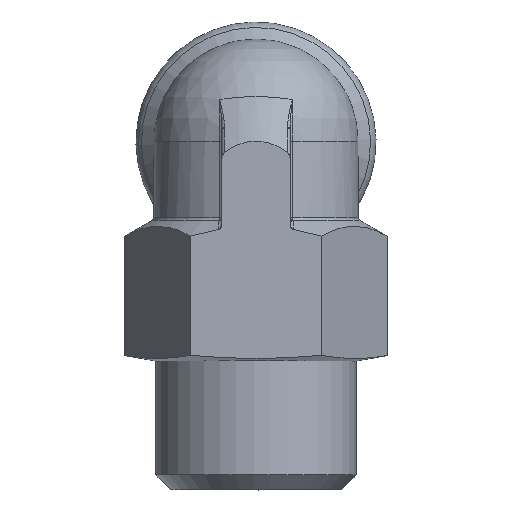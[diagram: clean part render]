
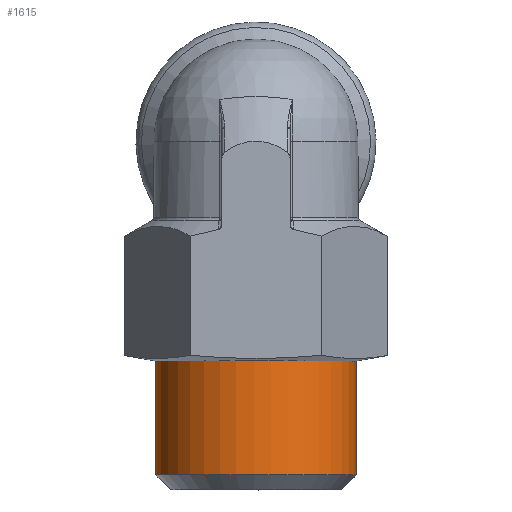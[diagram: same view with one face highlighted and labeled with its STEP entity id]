
A CAD part, top view. The second image highlights one B-rep face of the part: STEP entity #1615.
In plain terms, the highlighted cylindrical face has radius 13.22 mm (diameter 26.441 mm), a full revolution.
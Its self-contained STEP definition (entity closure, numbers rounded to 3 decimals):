
#222=LINE('',#2607,#261);
#261=VECTOR('',#2016,13.221);
#295=CYLINDRICAL_SURFACE('',#1777,13.221);
#325=FACE_OUTER_BOUND('',#430,.T.);
#430=EDGE_LOOP('',(#1090,#1091,#1092,#1093,#1094));
#546=CIRCLE('',#1774,13.221);
#547=CIRCLE('',#1775,13.221);
#548=CIRCLE('',#1778,13.221);
#628=VERTEX_POINT('',#2344);
#629=VERTEX_POINT('',#2345);
#638=VERTEX_POINT('',#2605);
#790=EDGE_CURVE('',#628,#629,#546,.T.);
#791=EDGE_CURVE('',#629,#628,#547,.T.);
#802=EDGE_CURVE('',#638,#638,#548,.T.);
#803=EDGE_CURVE('',#638,#628,#222,.T.);
#1090=ORIENTED_EDGE('',*,*,#802,.F.);
#1091=ORIENTED_EDGE('',*,*,#803,.T.);
#1092=ORIENTED_EDGE('',*,*,#790,.T.);
#1093=ORIENTED_EDGE('',*,*,#791,.T.);
#1094=ORIENTED_EDGE('',*,*,#803,.F.);
#1615=ADVANCED_FACE('',(#325),#295,.T.);
#1774=AXIS2_PLACEMENT_3D('',#2346,#2004,#2005);
#1775=AXIS2_PLACEMENT_3D('',#2347,#2006,#2007);
#1777=AXIS2_PLACEMENT_3D('',#2604,#2012,#2013);
#1778=AXIS2_PLACEMENT_3D('',#2606,#2014,#2015);
#2004=DIRECTION('center_axis',(0.,1.,0.));
#2005=DIRECTION('ref_axis',(-1.,0.,0.));
#2006=DIRECTION('center_axis',(0.,1.,0.));
#2007=DIRECTION('ref_axis',(-1.,0.,0.));
#2012=DIRECTION('center_axis',(0.,1.,0.));
#2013=DIRECTION('ref_axis',(0.479,0.,0.878));
#2014=DIRECTION('center_axis',(0.,1.,0.));
#2015=DIRECTION('ref_axis',(-1.,0.,0.));
#2016=DIRECTION('',(0.,-1.,0.));
#2344=CARTESIAN_POINT('',(-6.338,-44.03,-11.602));
#2345=CARTESIAN_POINT('',(6.338,-44.03,11.602));
#2346=CARTESIAN_POINT('Origin',(0.,-44.03,0.));
#2347=CARTESIAN_POINT('Origin',(0.,-44.03,0.));
#2604=CARTESIAN_POINT('Origin',(0.,-36.442,0.));
#2605=CARTESIAN_POINT('',(-6.338,-29.,-11.602));
#2606=CARTESIAN_POINT('Origin',(0.,-29.,0.));
#2607=CARTESIAN_POINT('',(-6.338,-36.442,-11.602));
